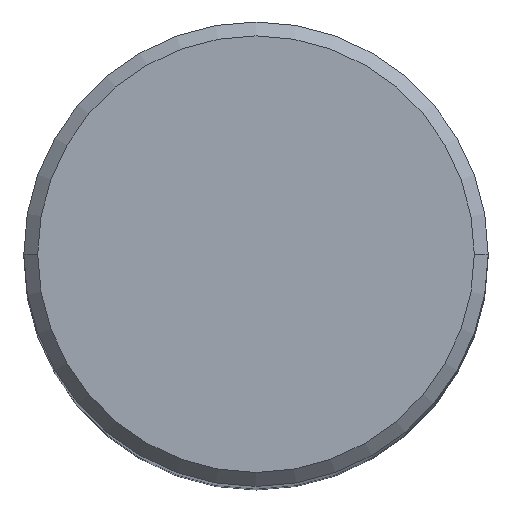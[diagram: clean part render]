
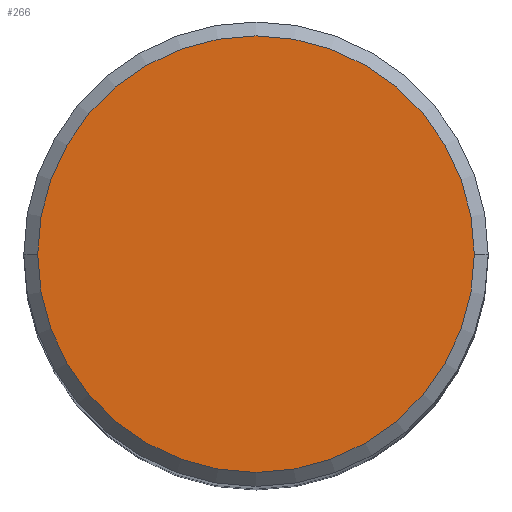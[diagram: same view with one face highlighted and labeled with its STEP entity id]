
A CAD part, top view. The second image highlights one B-rep face of the part: STEP entity #266.
In plain terms, the highlighted planar face has unit normal (0, 0, 1).
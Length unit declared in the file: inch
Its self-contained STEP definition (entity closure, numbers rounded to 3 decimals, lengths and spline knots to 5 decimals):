
#5 = DIRECTION ( 'NONE',  ( 1., 0., 0. ) ) ;
#9 = DIRECTION ( 'NONE',  ( 0., 0., 1. ) ) ;
#32 = AXIS2_PLACEMENT_3D ( 'NONE', #47, #186, #297 ) ;
#39 = VERTEX_POINT ( 'NONE', #315 ) ;
#42 = ORIENTED_EDGE ( 'NONE', *, *, #226, .T. ) ;
#47 = CARTESIAN_POINT ( 'NONE',  ( 0., 0., 2.5 ) ) ;
#75 = DIRECTION ( 'NONE',  ( 0., 0., 1. ) ) ;
#81 = CARTESIAN_POINT ( 'NONE',  ( 0., 0., 2.5 ) ) ;
#128 = EDGE_CURVE ( 'NONE', #169, #39, #236, .T. ) ;
#153 = AXIS2_PLACEMENT_3D ( 'NONE', #81, #9, #5 ) ;
#166 = FACE_OUTER_BOUND ( 'NONE', #178, .T. ) ;
#169 = VERTEX_POINT ( 'NONE', #319 ) ;
#178 = EDGE_LOOP ( 'NONE', ( #42, #287 ) ) ;
#183 = DIRECTION ( 'NONE',  ( 1., 0., 0. ) ) ;
#186 = DIRECTION ( 'NONE',  ( 0., 0., 1. ) ) ;
#226 = EDGE_CURVE ( 'NONE', #39, #169, #237, .T. ) ;
#236 = CIRCLE ( 'NONE', #32, 0.235 ) ;
#237 = CIRCLE ( 'NONE', #340, 0.235 ) ;
#244 = CARTESIAN_POINT ( 'NONE',  ( 0., 0., 2.5 ) ) ;
#248 = PLANE ( 'NONE',  #153 ) ;
#266 = ADVANCED_FACE ( 'NONE', ( #166 ), #248, .T. ) ;
#287 = ORIENTED_EDGE ( 'NONE', *, *, #128, .T. ) ;
#297 = DIRECTION ( 'NONE',  ( 1., 0., 0. ) ) ;
#315 = CARTESIAN_POINT ( 'NONE',  ( -0.235, 0., 2.5 ) ) ;
#319 = CARTESIAN_POINT ( 'NONE',  ( 0.235, 0., 2.5 ) ) ;
#340 = AXIS2_PLACEMENT_3D ( 'NONE', #244, #75, #183 ) ;
